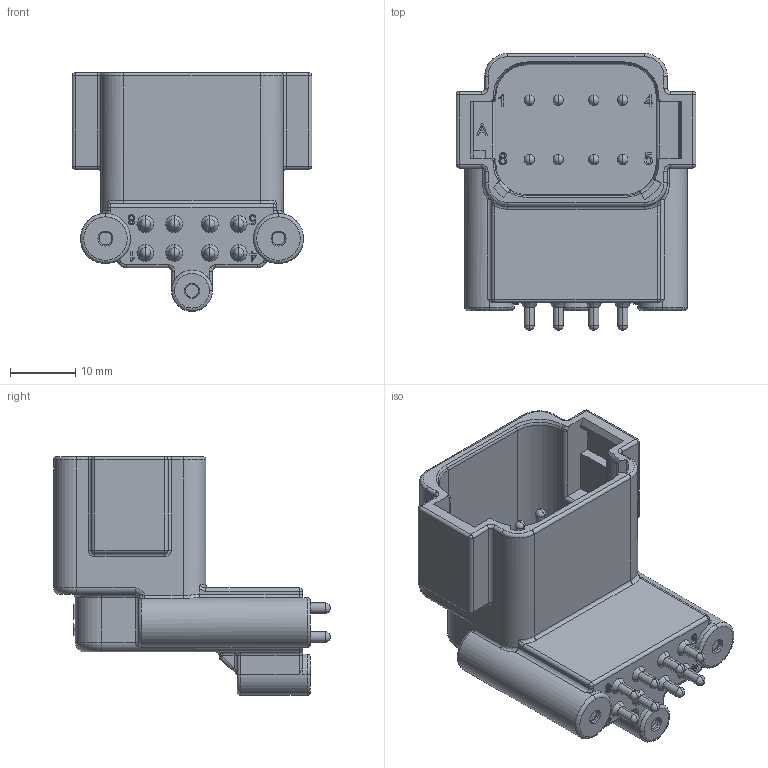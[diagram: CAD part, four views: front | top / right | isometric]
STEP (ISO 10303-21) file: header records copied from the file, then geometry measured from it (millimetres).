
FILE_DESCRIPTION((''),'2;1');
FILE_NAME('PL000697-08A-SC3X','2019-03-27T',('brook.ding'),(''),'PRO/ENGINEER BY PARAMETRIC TECHNOLOGY CORPORATION, 2016360','PRO/ENGINEER BY PARAMETRIC TECHNOLOGY CORPORATION, 2016360','');
FILE_SCHEMA(('CONFIG_CONTROL_DESIGN'));
Length unit declared in the file: millimetre
Products named in the file (1): PL000697-08A-SC3X
Bounding box: 36.75 x 42.37 x 36.55 mm (x, y, z)
Volume: 14765.9 mm3; surface area: 8333.1 mm2
Topology: 1 solids, 1 shells, 885 faces, 2292 edges, 1429 vertices
Faces by surface type: extrusion 295, plane 279, cylinder 153, torus 54, sphere 48, cone 28, bspline 28
Entity records: 29592 total; most frequent: CARTESIAN_POINT 9332, ORIENTED_EDGE 4500, DIRECTION 3416, EDGE_CURVE 2250, VECTOR 1444, VERTEX_POINT 1429, LINE 1149, AXIS2_PLACEMENT_3D 986
